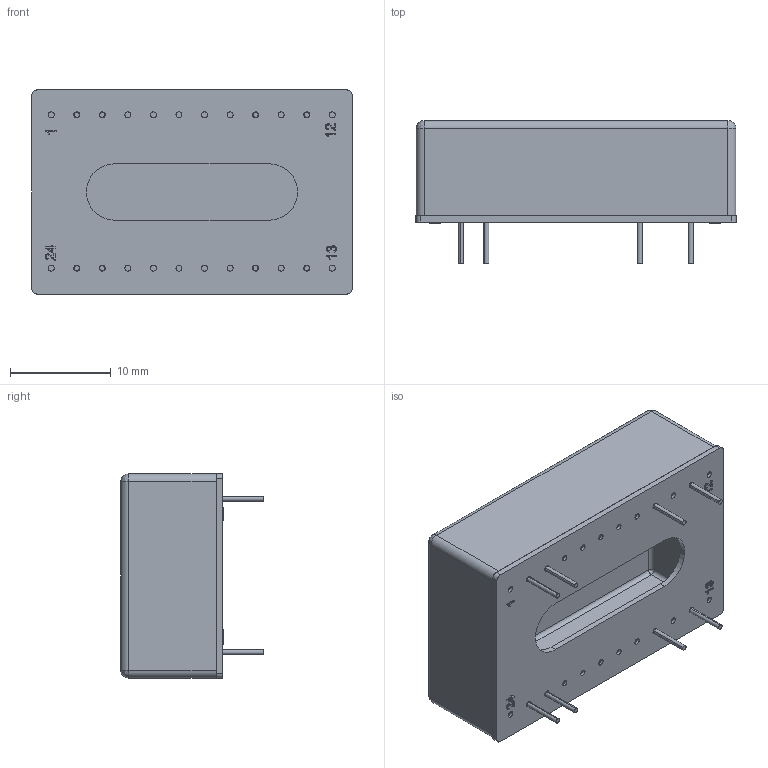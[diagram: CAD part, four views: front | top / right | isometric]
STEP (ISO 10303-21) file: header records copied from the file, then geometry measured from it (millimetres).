
FILE_DESCRIPTION (( 'STEP AP214' ), '1' );
FILE_NAME ('tel5.STEP', '2014-11-25T08:27:10', ( '' ), ( '' ), 'SwSTEP 2.0', 'SolidWorks 2013', '' );
FILE_SCHEMA (( 'AUTOMOTIVE_DESIGN' ));
Length unit declared in the file: millimetre
Products named in the file (4): TEL-5 PIN; TEL-5 BASE; TEL-5 CASE; tel5
Assembly tree (10 placements, depth 2):
  tel5
    TEL-5 CASE
    TEL-5 BASE
    TEL-5 PIN  x8
Bounding box: 31.85 x 14.2 x 20.3 mm (x, y, z)
Volume: 938.2 mm3; surface area: 4354.6 mm2
Topology: 10 solids, 10 shells, 263 faces, 638 edges, 396 vertices
Faces by surface type: cylinder 87, plane 85, cone 48, bspline 43
Entity records: 7713 total; most frequent: CARTESIAN_POINT 1924, ORIENTED_EDGE 1176, DIRECTION 1122, EDGE_CURVE 588, AXIS2_PLACEMENT_3D 399, VERTEX_POINT 368, LINE 324, VECTOR 324
